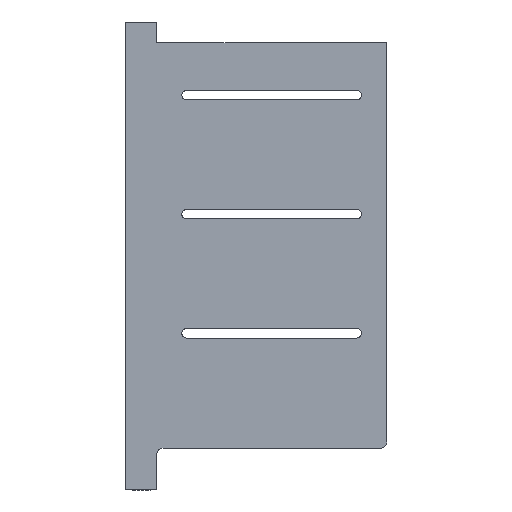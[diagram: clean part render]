
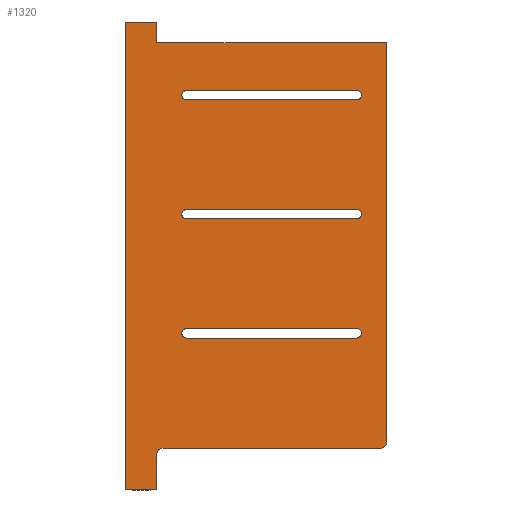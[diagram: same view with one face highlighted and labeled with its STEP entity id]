
A CAD part, front view. The second image highlights one B-rep face of the part: STEP entity #1320.
In plain terms, the highlighted planar face has unit normal (0, -1, 0).
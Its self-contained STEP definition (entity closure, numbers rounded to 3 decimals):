
#27=FACE_BOUND('',#237,.T.);
#28=FACE_BOUND('',#238,.T.);
#29=FACE_BOUND('',#239,.T.);
#42=CIRCLE('',#1368,2.25);
#45=CIRCLE('',#1374,2.25);
#48=CIRCLE('',#1380,2.25);
#52=CIRCLE('',#1387,2.25);
#54=CIRCLE('',#1392,2.25);
#58=CIRCLE('',#1399,2.25);
#73=CIRCLE('',#1431,3.);
#76=CIRCLE('',#1437,3.);
#160=FACE_OUTER_BOUND('',#236,.T.);
#236=EDGE_LOOP('',(#1061,#1062,#1063,#1064,#1065,#1066,#1067,#1068,#1069,
#1070));
#237=EDGE_LOOP('',(#1071,#1072,#1073,#1074));
#238=EDGE_LOOP('',(#1075,#1076,#1077,#1078));
#239=EDGE_LOOP('',(#1079,#1080,#1081,#1082));
#282=LINE('',#1885,#416);
#292=LINE('',#1912,#426);
#302=LINE('',#1939,#436);
#318=LINE('',#1981,#452);
#321=LINE('',#1987,#455);
#334=LINE('',#2023,#468);
#337=LINE('',#2031,#471);
#361=LINE('',#2109,#495);
#366=LINE('',#2122,#500);
#371=LINE('',#2136,#505);
#379=LINE('',#2152,#513);
#380=LINE('',#2154,#514);
#381=LINE('',#2156,#515);
#382=LINE('',#2157,#516);
#416=VECTOR('',#1496,10.);
#426=VECTOR('',#1518,10.);
#436=VECTOR('',#1540,10.);
#452=VECTOR('',#1578,10.);
#455=VECTOR('',#1583,10.);
#468=VECTOR('',#1618,10.);
#471=VECTOR('',#1623,10.);
#495=VECTOR('',#1703,10.);
#500=VECTOR('',#1716,10.);
#505=VECTOR('',#1731,10.);
#513=VECTOR('',#1747,10.);
#514=VECTOR('',#1748,10.);
#515=VECTOR('',#1749,10.);
#516=VECTOR('',#1750,10.);
#550=VERTEX_POINT('',#1882);
#551=VERTEX_POINT('',#1884);
#555=VERTEX_POINT('',#1893);
#561=VERTEX_POINT('',#1909);
#562=VERTEX_POINT('',#1911);
#566=VERTEX_POINT('',#1920);
#572=VERTEX_POINT('',#1936);
#573=VERTEX_POINT('',#1938);
#577=VERTEX_POINT('',#1947);
#588=VERTEX_POINT('',#1976);
#590=VERTEX_POINT('',#1985);
#602=VERTEX_POINT('',#2018);
#605=VERTEX_POINT('',#2028);
#606=VERTEX_POINT('',#2030);
#632=VERTEX_POINT('',#2108);
#634=VERTEX_POINT('',#2115);
#636=VERTEX_POINT('',#2121);
#639=VERTEX_POINT('',#2131);
#640=VERTEX_POINT('',#2135);
#644=VERTEX_POINT('',#2151);
#645=VERTEX_POINT('',#2153);
#646=VERTEX_POINT('',#2155);
#676=EDGE_CURVE('',#550,#551,#282,.T.);
#681=EDGE_CURVE('',#550,#555,#42,.T.);
#689=EDGE_CURVE('',#561,#562,#292,.T.);
#694=EDGE_CURVE('',#561,#566,#45,.T.);
#702=EDGE_CURVE('',#572,#573,#302,.T.);
#707=EDGE_CURVE('',#572,#577,#48,.T.);
#721=EDGE_CURVE('',#588,#551,#52,.T.);
#724=EDGE_CURVE('',#588,#555,#318,.T.);
#727=EDGE_CURVE('',#577,#590,#321,.T.);
#729=EDGE_CURVE('',#590,#573,#54,.T.);
#743=EDGE_CURVE('',#602,#562,#58,.T.);
#746=EDGE_CURVE('',#602,#566,#334,.T.);
#749=EDGE_CURVE('',#605,#606,#337,.T.);
#787=EDGE_CURVE('',#606,#632,#361,.T.);
#791=EDGE_CURVE('',#634,#632,#73,.T.);
#794=EDGE_CURVE('',#634,#636,#366,.T.);
#799=EDGE_CURVE('',#639,#636,#76,.T.);
#801=EDGE_CURVE('',#639,#640,#371,.T.);
#809=EDGE_CURVE('',#644,#605,#379,.T.);
#810=EDGE_CURVE('',#645,#644,#380,.T.);
#811=EDGE_CURVE('',#646,#645,#381,.T.);
#812=EDGE_CURVE('',#640,#646,#382,.T.);
#1061=ORIENTED_EDGE('',*,*,#791,.T.);
#1062=ORIENTED_EDGE('',*,*,#787,.F.);
#1063=ORIENTED_EDGE('',*,*,#749,.F.);
#1064=ORIENTED_EDGE('',*,*,#809,.F.);
#1065=ORIENTED_EDGE('',*,*,#810,.F.);
#1066=ORIENTED_EDGE('',*,*,#811,.F.);
#1067=ORIENTED_EDGE('',*,*,#812,.F.);
#1068=ORIENTED_EDGE('',*,*,#801,.F.);
#1069=ORIENTED_EDGE('',*,*,#799,.T.);
#1070=ORIENTED_EDGE('',*,*,#794,.F.);
#1071=ORIENTED_EDGE('',*,*,#702,.F.);
#1072=ORIENTED_EDGE('',*,*,#707,.T.);
#1073=ORIENTED_EDGE('',*,*,#727,.T.);
#1074=ORIENTED_EDGE('',*,*,#729,.T.);
#1075=ORIENTED_EDGE('',*,*,#746,.F.);
#1076=ORIENTED_EDGE('',*,*,#743,.T.);
#1077=ORIENTED_EDGE('',*,*,#689,.F.);
#1078=ORIENTED_EDGE('',*,*,#694,.T.);
#1079=ORIENTED_EDGE('',*,*,#724,.F.);
#1080=ORIENTED_EDGE('',*,*,#721,.T.);
#1081=ORIENTED_EDGE('',*,*,#676,.F.);
#1082=ORIENTED_EDGE('',*,*,#681,.T.);
#1262=PLANE('',#1442);
#1320=ADVANCED_FACE('',(#160,#27,#28,#29),#1262,.T.);
#1368=AXIS2_PLACEMENT_3D('',#1895,#1504,#1505);
#1374=AXIS2_PLACEMENT_3D('',#1922,#1526,#1527);
#1380=AXIS2_PLACEMENT_3D('',#1949,#1548,#1549);
#1387=AXIS2_PLACEMENT_3D('',#1977,#1572,#1573);
#1392=AXIS2_PLACEMENT_3D('',#1991,#1588,#1589);
#1399=AXIS2_PLACEMENT_3D('',#2019,#1612,#1613);
#1431=AXIS2_PLACEMENT_3D('',#2116,#1709,#1710);
#1437=AXIS2_PLACEMENT_3D('',#2132,#1726,#1727);
#1442=AXIS2_PLACEMENT_3D('',#2150,#1745,#1746);
#1496=DIRECTION('',(-1.,0.,0.));
#1504=DIRECTION('center_axis',(0.,1.,0.));
#1505=DIRECTION('ref_axis',(0.707,0.,0.707));
#1518=DIRECTION('',(-1.,0.,0.));
#1526=DIRECTION('center_axis',(0.,1.,0.));
#1527=DIRECTION('ref_axis',(0.707,0.,0.707));
#1540=DIRECTION('',(-1.,0.,0.));
#1548=DIRECTION('center_axis',(0.,1.,0.));
#1549=DIRECTION('ref_axis',(0.707,0.,0.707));
#1572=DIRECTION('center_axis',(0.,1.,0.));
#1573=DIRECTION('ref_axis',(-0.707,0.,-0.707));
#1578=DIRECTION('',(1.,0.,0.));
#1583=DIRECTION('',(-1.,0.,0.));
#1588=DIRECTION('center_axis',(0.,1.,0.));
#1589=DIRECTION('ref_axis',(-0.707,0.,-0.707));
#1612=DIRECTION('center_axis',(0.,1.,0.));
#1613=DIRECTION('ref_axis',(-0.707,0.,-0.707));
#1618=DIRECTION('',(1.,0.,0.));
#1623=DIRECTION('',(1.,0.,0.));
#1703=DIRECTION('',(0.,0.,-1.));
#1709=DIRECTION('center_axis',(0.,-1.,0.));
#1710=DIRECTION('ref_axis',(0.707,0.,-0.707));
#1716=DIRECTION('',(-1.,0.,0.));
#1726=DIRECTION('center_axis',(0.,1.,0.));
#1727=DIRECTION('ref_axis',(-0.707,0.,0.707));
#1731=DIRECTION('',(0.,0.,-1.));
#1745=DIRECTION('center_axis',(0.,-1.,0.));
#1746=DIRECTION('ref_axis',(1.,0.,0.));
#1747=DIRECTION('',(0.,0.,-1.));
#1748=DIRECTION('',(1.,0.,0.));
#1749=DIRECTION('',(0.,0.,1.));
#1750=DIRECTION('',(-1.,0.,0.));
#1882=CARTESIAN_POINT('',(-14.25,-5.,74.25));
#1884=CARTESIAN_POINT('',(-95.75,-5.,74.25));
#1885=CARTESIAN_POINT('',(12.875,-5.,74.25));
#1893=CARTESIAN_POINT('',(-14.25,-5.,69.75));
#1895=CARTESIAN_POINT('Origin',(-14.25,-5.,72.));
#1909=CARTESIAN_POINT('',(-14.25,-5.,17.25));
#1911=CARTESIAN_POINT('',(-95.75,-5.,17.25));
#1912=CARTESIAN_POINT('',(-29.,-5.,17.25));
#1920=CARTESIAN_POINT('',(-14.25,-5.,12.75));
#1922=CARTESIAN_POINT('Origin',(-14.25,-5.,15.));
#1936=CARTESIAN_POINT('',(-14.25,-5.,-39.75));
#1938=CARTESIAN_POINT('',(-95.75,-5.,-39.75));
#1939=CARTESIAN_POINT('',(12.875,-5.,-39.75));
#1947=CARTESIAN_POINT('',(-14.25,-5.,-44.25));
#1949=CARTESIAN_POINT('Origin',(-14.25,-5.,-42.));
#1976=CARTESIAN_POINT('',(-95.75,-5.,69.75));
#1977=CARTESIAN_POINT('Origin',(-95.75,-5.,72.));
#1981=CARTESIAN_POINT('',(12.875,-5.,69.75));
#1985=CARTESIAN_POINT('',(-95.75,-5.,-44.25));
#1987=CARTESIAN_POINT('',(12.875,-5.,-44.25));
#1991=CARTESIAN_POINT('Origin',(-95.75,-5.,-42.));
#2018=CARTESIAN_POINT('',(-95.75,-5.,12.75));
#2019=CARTESIAN_POINT('Origin',(-95.75,-5.,15.));
#2023=CARTESIAN_POINT('',(14.,-5.,12.75));
#2028=CARTESIAN_POINT('',(-110.,-5.,97.));
#2030=CARTESIAN_POINT('',(0.,-5.,97.));
#2031=CARTESIAN_POINT('',(20.,-5.,97.));
#2108=CARTESIAN_POINT('',(0.,-5.,-94.));
#2109=CARTESIAN_POINT('',(0.,-5.,73.));
#2115=CARTESIAN_POINT('',(-3.,-5.,-97.));
#2116=CARTESIAN_POINT('Origin',(-3.,-5.,-94.));
#2121=CARTESIAN_POINT('',(-107.,-5.,-97.));
#2122=CARTESIAN_POINT('',(-35.,-5.,-97.));
#2131=CARTESIAN_POINT('',(-110.,-5.,-100.));
#2132=CARTESIAN_POINT('Origin',(-107.,-5.,-100.));
#2135=CARTESIAN_POINT('',(-110.,-5.,-117.));
#2136=CARTESIAN_POINT('',(-110.,-5.,3.));
#2150=CARTESIAN_POINT('Origin',(40.,-5.,123.));
#2151=CARTESIAN_POINT('',(-110.,-5.,107.));
#2152=CARTESIAN_POINT('',(-110.,-5.,110.));
#2153=CARTESIAN_POINT('',(-125.,-5.,107.));
#2154=CARTESIAN_POINT('',(-10.,-5.,107.));
#2155=CARTESIAN_POINT('',(-125.,-5.,-117.));
#2156=CARTESIAN_POINT('',(-125.,-5.,73.));
#2157=CARTESIAN_POINT('',(-70.,-5.,-117.));
